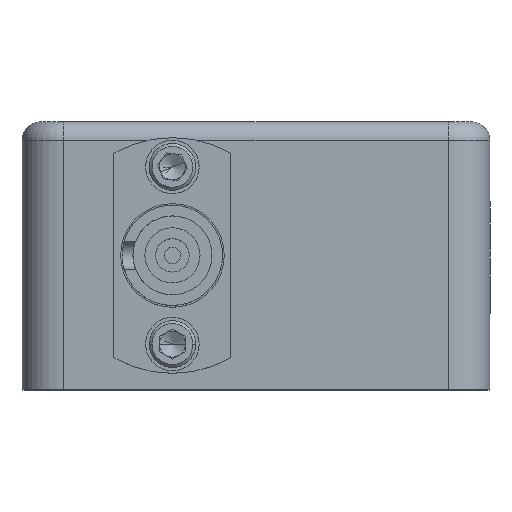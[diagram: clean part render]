
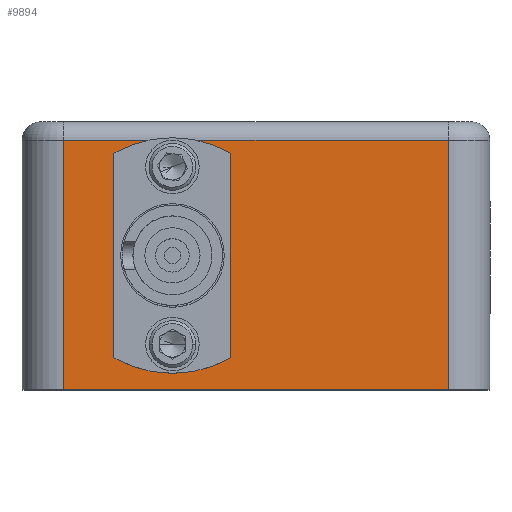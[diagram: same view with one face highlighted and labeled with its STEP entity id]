
A CAD part, top view. The second image highlights one B-rep face of the part: STEP entity #9894.
In plain terms, the highlighted planar face has unit normal (0, 0, 1).
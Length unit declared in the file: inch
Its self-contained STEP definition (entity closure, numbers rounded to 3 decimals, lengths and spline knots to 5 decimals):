
#17 = CARTESIAN_POINT ( 'NONE',  ( -0.25, 0.135, 0. ) ) ;
#18 = DIRECTION ( 'NONE',  ( 0., 0., 1. ) ) ;
#19 = DIRECTION ( 'NONE',  ( 1., 0., 0. ) ) ;
#30 = CARTESIAN_POINT ( 'NONE',  ( -0.25, 0.665, 0. ) ) ;
#31 = DIRECTION ( 'NONE',  ( 0., 0., 1. ) ) ;
#32 = DIRECTION ( 'NONE',  ( 1., 0., 0. ) ) ;
#42 = CARTESIAN_POINT ( 'NONE',  ( -0.25, 0.4, 0. ) ) ;
#43 = DIRECTION ( 'NONE',  ( 0., 0., 1. ) ) ;
#44 = DIRECTION ( 'NONE',  ( 1., 0., 0. ) ) ;
#3179 = AXIS2_PLACEMENT_3D ( 'NONE', #40493, #40495, #40507 ) ;
#3853 = VERTEX_POINT ( 'NONE', #81501 ) ;
#3863 = VERTEX_POINT ( 'NONE', #82000 ) ;
#9442 = VERTEX_POINT ( 'NONE', #38172 ) ;
#9455 = VERTEX_POINT ( 'NONE', #38445 ) ;
#9894 = ADVANCED_FACE ( 'NONE', ( #27628, #27630, #27612, #27629 ), #40501, .F. ) ;
#11252 = VERTEX_POINT ( 'NONE', #47293 ) ;
#11254 = VERTEX_POINT ( 'NONE', #47425 ) ;
#11259 = VERTEX_POINT ( 'NONE', #47518 ) ;
#11261 = VERTEX_POINT ( 'NONE', #47551 ) ;
#11268 = VERTEX_POINT ( 'NONE', #47791 ) ;
#11270 = VERTEX_POINT ( 'NONE', #47962 ) ;
#17258 = CIRCLE ( 'NONE', #52759, 0.035 ) ;
#17265 = CIRCLE ( 'NONE', #52761, 0.035 ) ;
#17281 = CIRCLE ( 'NONE', #52763, 0.16 ) ;
#27612 = FACE_BOUND ( 'NONE', #85924, .T. ) ;
#27628 = FACE_BOUND ( 'NONE', #86168, .T. ) ;
#27629 = FACE_OUTER_BOUND ( 'NONE', #85956, .T. ) ;
#27630 = FACE_BOUND ( 'NONE', #85869, .T. ) ;
#34664 = ORIENTED_EDGE ( 'NONE', *, *, #62058, .F. ) ;
#34665 = ORIENTED_EDGE ( 'NONE', *, *, #39195, .F. ) ;
#34666 = ORIENTED_EDGE ( 'NONE', *, *, #62059, .F. ) ;
#34667 = ORIENTED_EDGE ( 'NONE', *, *, #39200, .F. ) ;
#34668 = ORIENTED_EDGE ( 'NONE', *, *, #62060, .F. ) ;
#34669 = ORIENTED_EDGE ( 'NONE', *, *, #39207, .F. ) ;
#34670 = ORIENTED_EDGE ( 'NONE', *, *, #62061, .T. ) ;
#34671 = ORIENTED_EDGE ( 'NONE', *, *, #62062, .T. ) ;
#34672 = ORIENTED_EDGE ( 'NONE', *, *, #62063, .T. ) ;
#34673 = ORIENTED_EDGE ( 'NONE', *, *, #62045, .T. ) ;
#38172 = CARTESIAN_POINT ( 'NONE',  ( 0.575, 0., 0. ) ) ;
#38445 = CARTESIAN_POINT ( 'NONE',  ( -0.575, 0., 0. ) ) ;
#39195 = EDGE_CURVE ( 'NONE', #11252, #11254, #17258, .T. ) ;
#39200 = EDGE_CURVE ( 'NONE', #11259, #11261, #17265, .T. ) ;
#39207 = EDGE_CURVE ( 'NONE', #11268, #11270, #17281, .T. ) ;
#40493 = CARTESIAN_POINT ( 'NONE',  ( -0.7, 0.8, 0. ) ) ;
#40495 = DIRECTION ( 'NONE',  ( 0., 0., -1. ) ) ;
#40501 = PLANE ( 'NONE',  #3179 ) ;
#40507 = DIRECTION ( 'NONE',  ( -1., 0., 0. ) ) ;
#47293 = CARTESIAN_POINT ( 'NONE',  ( -0.285, 0.135, 0. ) ) ;
#47425 = CARTESIAN_POINT ( 'NONE',  ( -0.215, 0.135, 0. ) ) ;
#47518 = CARTESIAN_POINT ( 'NONE',  ( -0.285, 0.665, 0. ) ) ;
#47551 = CARTESIAN_POINT ( 'NONE',  ( -0.215, 0.665, 0. ) ) ;
#47791 = CARTESIAN_POINT ( 'NONE',  ( -0.41, 0.4, 0. ) ) ;
#47962 = CARTESIAN_POINT ( 'NONE',  ( -0.09, 0.4, 0. ) ) ;
#52759 = AXIS2_PLACEMENT_3D ( 'NONE', #17, #18, #19 ) ;
#52761 = AXIS2_PLACEMENT_3D ( 'NONE', #30, #31, #32 ) ;
#52763 = AXIS2_PLACEMENT_3D ( 'NONE', #42, #43, #44 ) ;
#52882 = AXIS2_PLACEMENT_3D ( 'NONE', #60710, #60711, #60712 ) ;
#52883 = AXIS2_PLACEMENT_3D ( 'NONE', #60715, #60716, #60717 ) ;
#52884 = AXIS2_PLACEMENT_3D ( 'NONE', #60719, #60720, #60721 ) ;
#59280 = LINE ( 'NONE', #60673, #59284 ) ;
#59284 = VECTOR ( 'NONE', #60674, 39.37008 ) ;
#59320 = CIRCLE ( 'NONE', #52882, 0.035 ) ;
#59324 = CIRCLE ( 'NONE', #52883, 0.035 ) ;
#59326 = CIRCLE ( 'NONE', #52884, 0.16 ) ;
#59328 = LINE ( 'NONE', #60713, #59332 ) ;
#59330 = LINE ( 'NONE', #60722, #59336 ) ;
#59332 = VECTOR ( 'NONE', #60714, 39.37008 ) ;
#59334 = LINE ( 'NONE', #60724, #59340 ) ;
#59336 = VECTOR ( 'NONE', #60723, 39.37008 ) ;
#59340 = VECTOR ( 'NONE', #60725, 39.37008 ) ;
#60673 = CARTESIAN_POINT ( 'NONE',  ( -0.7, 0., 0. ) ) ;
#60674 = DIRECTION ( 'NONE',  ( 1., 0., 0. ) ) ;
#60710 = CARTESIAN_POINT ( 'NONE',  ( -0.25, 0.135, 0. ) ) ;
#60711 = DIRECTION ( 'NONE',  ( 0., 0., 1. ) ) ;
#60712 = DIRECTION ( 'NONE',  ( 1., 0., 0. ) ) ;
#60713 = CARTESIAN_POINT ( 'NONE',  ( 0.575, 0.8, 0. ) ) ;
#60714 = DIRECTION ( 'NONE',  ( 0., 1., 0. ) ) ;
#60715 = CARTESIAN_POINT ( 'NONE',  ( -0.25, 0.665, 0. ) ) ;
#60716 = DIRECTION ( 'NONE',  ( 0., 0., 1. ) ) ;
#60717 = DIRECTION ( 'NONE',  ( 1., 0., 0. ) ) ;
#60719 = CARTESIAN_POINT ( 'NONE',  ( -0.25, 0.4, 0. ) ) ;
#60720 = DIRECTION ( 'NONE',  ( 0., 0., 1. ) ) ;
#60721 = DIRECTION ( 'NONE',  ( 1., 0., 0. ) ) ;
#60722 = CARTESIAN_POINT ( 'NONE',  ( -0.575, 0.745, 0. ) ) ;
#60723 = DIRECTION ( 'NONE',  ( -1., 0., 0. ) ) ;
#60724 = CARTESIAN_POINT ( 'NONE',  ( -0.575, 0.8, 0. ) ) ;
#60725 = DIRECTION ( 'NONE',  ( 0., -1., 0. ) ) ;
#62045 = EDGE_CURVE ( 'NONE', #9455, #9442, #59280, .T. ) ;
#62058 = EDGE_CURVE ( 'NONE', #11254, #11252, #59320, .T. ) ;
#62059 = EDGE_CURVE ( 'NONE', #11261, #11259, #59324, .T. ) ;
#62060 = EDGE_CURVE ( 'NONE', #11270, #11268, #59326, .T. ) ;
#62061 = EDGE_CURVE ( 'NONE', #9442, #3853, #59328, .T. ) ;
#62062 = EDGE_CURVE ( 'NONE', #3853, #3863, #59330, .T. ) ;
#62063 = EDGE_CURVE ( 'NONE', #3863, #9455, #59334, .T. ) ;
#81501 = CARTESIAN_POINT ( 'NONE',  ( 0.575, 0.745, 0. ) ) ;
#82000 = CARTESIAN_POINT ( 'NONE',  ( -0.575, 0.745, 0. ) ) ;
#85869 = EDGE_LOOP ( 'NONE', ( #34666, #34667 ) ) ;
#85924 = EDGE_LOOP ( 'NONE', ( #34668, #34669 ) ) ;
#85956 = EDGE_LOOP ( 'NONE', ( #34670, #34671, #34672, #34673 ) ) ;
#86168 = EDGE_LOOP ( 'NONE', ( #34664, #34665 ) ) ;
